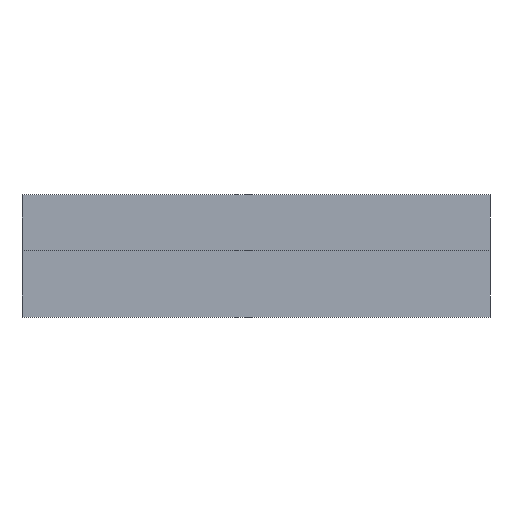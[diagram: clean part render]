
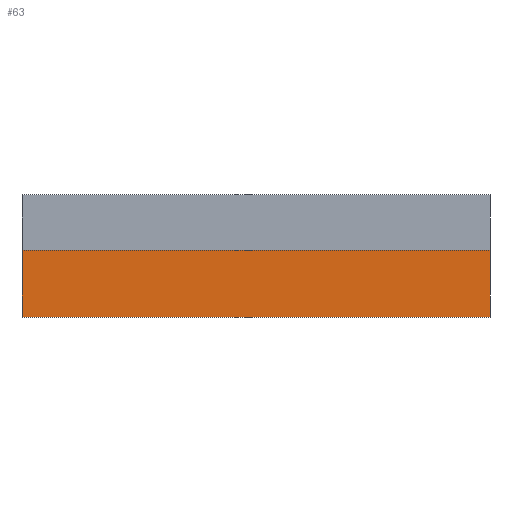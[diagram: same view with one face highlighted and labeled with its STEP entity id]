
A CAD part, front view. The second image highlights one B-rep face of the part: STEP entity #63.
In plain terms, the highlighted planar face has unit normal (0, -1, 0).
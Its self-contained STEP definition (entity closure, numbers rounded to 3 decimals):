
#5 = ORIENTED_EDGE ( 'NONE', *, *, #226, .F. ) ;
#7 = VECTOR ( 'NONE', #213, 1000. ) ;
#28 = VERTEX_POINT ( 'NONE', #191 ) ;
#34 = LINE ( 'NONE', #42, #7 ) ;
#37 = DIRECTION ( 'NONE',  ( 0., 0., 1. ) ) ;
#41 = VECTOR ( 'NONE', #276, 1000. ) ;
#42 = CARTESIAN_POINT ( 'NONE',  ( 78., -0.75, -10. ) ) ;
#58 = VERTEX_POINT ( 'NONE', #123 ) ;
#63 = ADVANCED_FACE ( 'NONE', ( #319 ), #169, .F. ) ;
#90 = DIRECTION ( 'NONE',  ( 0., 1., 0. ) ) ;
#93 = LINE ( 'NONE', #334, #306 ) ;
#123 = CARTESIAN_POINT ( 'NONE',  ( -6., -0.75, -22. ) ) ;
#131 = DIRECTION ( 'NONE',  ( 0., 0., -1. ) ) ;
#138 = VECTOR ( 'NONE', #131, 1000. ) ;
#145 = CARTESIAN_POINT ( 'NONE',  ( 78., -0.75, -10. ) ) ;
#150 = VERTEX_POINT ( 'NONE', #174 ) ;
#152 = ORIENTED_EDGE ( 'NONE', *, *, #219, .T. ) ;
#160 = LINE ( 'NONE', #252, #138 ) ;
#165 = AXIS2_PLACEMENT_3D ( 'NONE', #145, #90, #37 ) ;
#169 = PLANE ( 'NONE',  #165 ) ;
#172 = LINE ( 'NONE', #293, #41 ) ;
#174 = CARTESIAN_POINT ( 'NONE',  ( -6., -0.75, -10. ) ) ;
#183 = VERTEX_POINT ( 'NONE', #307 ) ;
#191 = CARTESIAN_POINT ( 'NONE',  ( 78., -0.75, -22. ) ) ;
#213 = DIRECTION ( 'NONE',  ( -1., 0., 0. ) ) ;
#219 = EDGE_CURVE ( 'NONE', #150, #58, #93, .T. ) ;
#226 = EDGE_CURVE ( 'NONE', #183, #28, #160, .T. ) ;
#229 = ORIENTED_EDGE ( 'NONE', *, *, #316, .F. ) ;
#251 = DIRECTION ( 'NONE',  ( 0., 0., -1. ) ) ;
#252 = CARTESIAN_POINT ( 'NONE',  ( 78., -0.75, -10. ) ) ;
#276 = DIRECTION ( 'NONE',  ( -1., 0., 0. ) ) ;
#277 = EDGE_LOOP ( 'NONE', ( #313, #152, #229, #5 ) ) ;
#288 = EDGE_CURVE ( 'NONE', #183, #150, #34, .T. ) ;
#293 = CARTESIAN_POINT ( 'NONE',  ( 78., -0.75, -22. ) ) ;
#306 = VECTOR ( 'NONE', #251, 1000. ) ;
#307 = CARTESIAN_POINT ( 'NONE',  ( 78., -0.75, -10. ) ) ;
#313 = ORIENTED_EDGE ( 'NONE', *, *, #288, .T. ) ;
#316 = EDGE_CURVE ( 'NONE', #28, #58, #172, .T. ) ;
#319 = FACE_OUTER_BOUND ( 'NONE', #277, .T. ) ;
#334 = CARTESIAN_POINT ( 'NONE',  ( -6., -0.75, -10. ) ) ;
